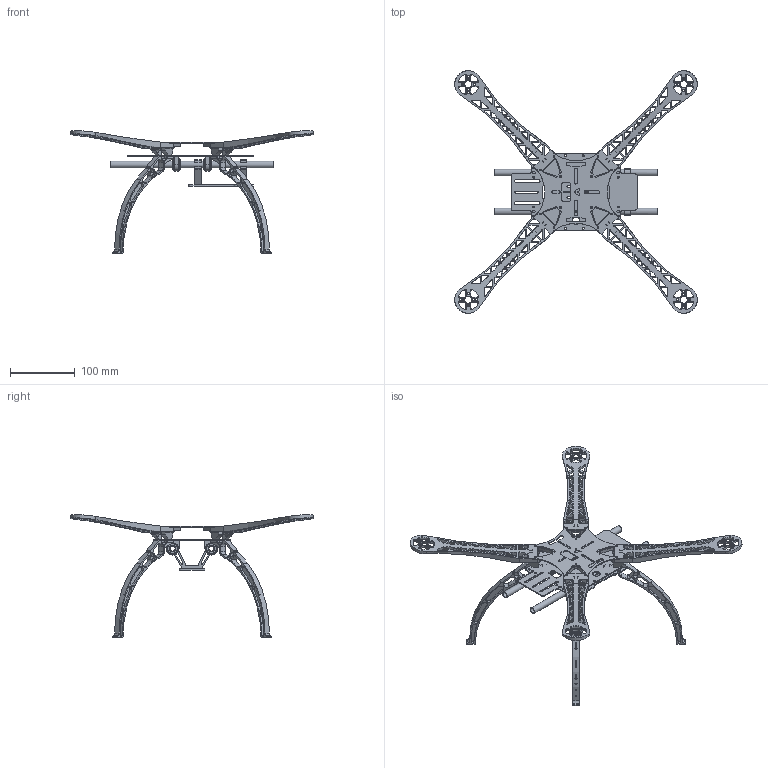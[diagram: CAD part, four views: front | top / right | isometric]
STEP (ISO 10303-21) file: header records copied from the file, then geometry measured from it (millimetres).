
FILE_DESCRIPTION(('FreeCAD Model'),'2;1');
FILE_NAME('Open CASCADE Shape Model','2025-12-31T12:27:50',(''),(''), 'Open CASCADE STEP processor 7.7','FreeCAD','Unknown');
FILE_SCHEMA(('CONFIG_CONTROL_DESIGN','SHAPE_APPEARANCE_LAYER_MIM'));
Products named in the file (1): Fusion
Bounding box: 374.51 x 374.51 x 189.26 mm (x, y, z)
Volume: 259019.8 mm3; surface area: 228122.3 mm2
Topology: 1 solids, 1 shells, 2136 faces, 6352 edges, 4304 vertices
Faces by surface type: cylinder 1184, plane 940, torus 8, cone 4
Full cylindrical faces by diameter (mm): 2.5 x32, 2.8 x25, 3 x12, 3.2 x8, 3.3 x40, 4 x8, 7.8 x2, 10 x6, 11 x4, 12 x1, 18 x8, 36 x4
Entity records: 74548 total; most frequent: CARTESIAN_POINT 13577, DIRECTION 13190, ORIENTED_EDGE 12704, EDGE_CURVE 6352, AXIS2_PLACEMENT_3D 4829, VERTEX_POINT 4304, LINE 3532, VECTOR 3532
